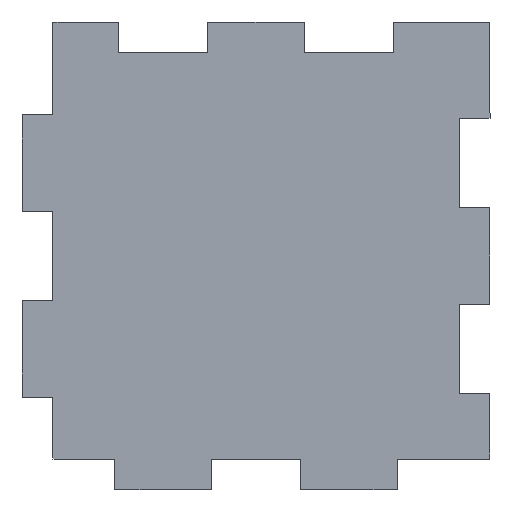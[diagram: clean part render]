
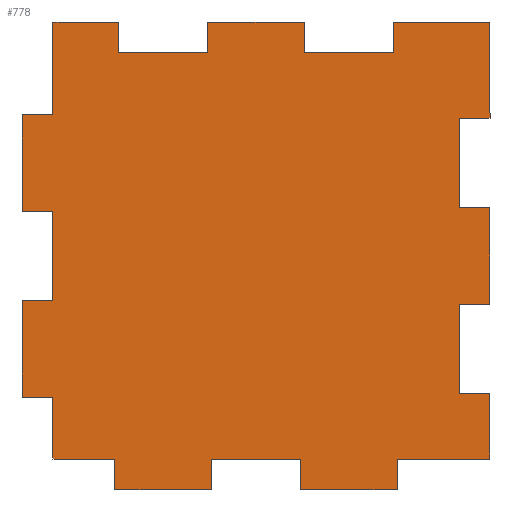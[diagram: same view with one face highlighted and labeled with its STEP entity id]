
A CAD part, front view. The second image highlights one B-rep face of the part: STEP entity #778.
In plain terms, the highlighted planar face has unit normal (0, -1, 0).
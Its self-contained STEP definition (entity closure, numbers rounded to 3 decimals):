
#52=FACE_OUTER_BOUND('',#90,.T.);
#90=EDGE_LOOP('',(#667,#668,#669,#670,#671,#672,#673,#674,#675,#676,#677,
#678,#679,#680,#681,#682,#683,#684,#685,#686,#687,#688,#689,#690,#691,#692,
#693,#694,#695,#696,#697,#698,#699,#700,#701,#702));
#91=LINE('',#1021,#199);
#95=LINE('',#1029,#203);
#98=LINE('',#1035,#206);
#101=LINE('',#1041,#209);
#104=LINE('',#1047,#212);
#107=LINE('',#1053,#215);
#110=LINE('',#1059,#218);
#113=LINE('',#1065,#221);
#116=LINE('',#1071,#224);
#119=LINE('',#1077,#227);
#122=LINE('',#1083,#230);
#125=LINE('',#1089,#233);
#128=LINE('',#1095,#236);
#131=LINE('',#1101,#239);
#134=LINE('',#1107,#242);
#137=LINE('',#1113,#245);
#140=LINE('',#1119,#248);
#143=LINE('',#1125,#251);
#146=LINE('',#1131,#254);
#149=LINE('',#1137,#257);
#152=LINE('',#1143,#260);
#155=LINE('',#1149,#263);
#158=LINE('',#1155,#266);
#161=LINE('',#1161,#269);
#164=LINE('',#1167,#272);
#167=LINE('',#1173,#275);
#170=LINE('',#1179,#278);
#173=LINE('',#1185,#281);
#176=LINE('',#1191,#284);
#179=LINE('',#1197,#287);
#182=LINE('',#1203,#290);
#185=LINE('',#1209,#293);
#188=LINE('',#1215,#296);
#191=LINE('',#1221,#299);
#194=LINE('',#1227,#302);
#197=LINE('',#1232,#305);
#199=VECTOR('',#835,10.);
#203=VECTOR('',#841,10.);
#206=VECTOR('',#846,10.);
#209=VECTOR('',#851,10.);
#212=VECTOR('',#856,10.);
#215=VECTOR('',#861,10.);
#218=VECTOR('',#866,10.);
#221=VECTOR('',#871,10.);
#224=VECTOR('',#876,10.);
#227=VECTOR('',#881,10.);
#230=VECTOR('',#886,10.);
#233=VECTOR('',#891,10.);
#236=VECTOR('',#896,10.);
#239=VECTOR('',#901,10.);
#242=VECTOR('',#906,10.);
#245=VECTOR('',#911,10.);
#248=VECTOR('',#916,10.);
#251=VECTOR('',#921,10.);
#254=VECTOR('',#926,10.);
#257=VECTOR('',#931,10.);
#260=VECTOR('',#936,10.);
#263=VECTOR('',#941,10.);
#266=VECTOR('',#946,10.);
#269=VECTOR('',#951,10.);
#272=VECTOR('',#956,10.);
#275=VECTOR('',#961,10.);
#278=VECTOR('',#966,10.);
#281=VECTOR('',#971,10.);
#284=VECTOR('',#976,10.);
#287=VECTOR('',#981,10.);
#290=VECTOR('',#986,10.);
#293=VECTOR('',#991,10.);
#296=VECTOR('',#996,10.);
#299=VECTOR('',#1001,10.);
#302=VECTOR('',#1006,10.);
#305=VECTOR('',#1011,10.);
#307=VERTEX_POINT('',#1019);
#308=VERTEX_POINT('',#1020);
#311=VERTEX_POINT('',#1028);
#313=VERTEX_POINT('',#1034);
#315=VERTEX_POINT('',#1040);
#317=VERTEX_POINT('',#1046);
#319=VERTEX_POINT('',#1052);
#321=VERTEX_POINT('',#1058);
#323=VERTEX_POINT('',#1064);
#325=VERTEX_POINT('',#1070);
#327=VERTEX_POINT('',#1076);
#329=VERTEX_POINT('',#1082);
#331=VERTEX_POINT('',#1088);
#333=VERTEX_POINT('',#1094);
#335=VERTEX_POINT('',#1100);
#337=VERTEX_POINT('',#1106);
#339=VERTEX_POINT('',#1112);
#341=VERTEX_POINT('',#1118);
#343=VERTEX_POINT('',#1124);
#345=VERTEX_POINT('',#1130);
#347=VERTEX_POINT('',#1136);
#349=VERTEX_POINT('',#1142);
#351=VERTEX_POINT('',#1148);
#353=VERTEX_POINT('',#1154);
#355=VERTEX_POINT('',#1160);
#357=VERTEX_POINT('',#1166);
#359=VERTEX_POINT('',#1172);
#361=VERTEX_POINT('',#1178);
#363=VERTEX_POINT('',#1184);
#365=VERTEX_POINT('',#1190);
#367=VERTEX_POINT('',#1196);
#369=VERTEX_POINT('',#1202);
#371=VERTEX_POINT('',#1208);
#373=VERTEX_POINT('',#1214);
#375=VERTEX_POINT('',#1220);
#377=VERTEX_POINT('',#1226);
#379=EDGE_CURVE('',#307,#308,#91,.T.);
#383=EDGE_CURVE('',#308,#311,#95,.T.);
#386=EDGE_CURVE('',#311,#313,#98,.T.);
#389=EDGE_CURVE('',#313,#315,#101,.T.);
#392=EDGE_CURVE('',#315,#317,#104,.T.);
#395=EDGE_CURVE('',#317,#319,#107,.T.);
#398=EDGE_CURVE('',#319,#321,#110,.T.);
#401=EDGE_CURVE('',#321,#323,#113,.T.);
#404=EDGE_CURVE('',#325,#323,#116,.F.);
#407=EDGE_CURVE('',#327,#325,#119,.F.);
#410=EDGE_CURVE('',#327,#329,#122,.T.);
#413=EDGE_CURVE('',#331,#329,#125,.F.);
#416=EDGE_CURVE('',#333,#331,#128,.F.);
#419=EDGE_CURVE('',#335,#333,#131,.F.);
#422=EDGE_CURVE('',#335,#337,#134,.T.);
#425=EDGE_CURVE('',#339,#337,#137,.F.);
#428=EDGE_CURVE('',#341,#339,#140,.F.);
#431=EDGE_CURVE('',#341,#343,#143,.T.);
#434=EDGE_CURVE('',#343,#345,#146,.T.);
#437=EDGE_CURVE('',#345,#347,#149,.T.);
#440=EDGE_CURVE('',#347,#349,#152,.T.);
#443=EDGE_CURVE('',#349,#351,#155,.T.);
#446=EDGE_CURVE('',#351,#353,#158,.T.);
#449=EDGE_CURVE('',#353,#355,#161,.T.);
#452=EDGE_CURVE('',#355,#357,#164,.T.);
#455=EDGE_CURVE('',#357,#359,#167,.T.);
#458=EDGE_CURVE('',#359,#361,#170,.T.);
#461=EDGE_CURVE('',#363,#361,#173,.F.);
#464=EDGE_CURVE('',#365,#363,#176,.F.);
#467=EDGE_CURVE('',#367,#365,#179,.F.);
#470=EDGE_CURVE('',#367,#369,#182,.T.);
#473=EDGE_CURVE('',#371,#369,#185,.F.);
#476=EDGE_CURVE('',#373,#371,#188,.F.);
#479=EDGE_CURVE('',#375,#373,#191,.F.);
#482=EDGE_CURVE('',#375,#377,#194,.T.);
#485=EDGE_CURVE('',#307,#377,#197,.F.);
#667=ORIENTED_EDGE('',*,*,#485,.F.);
#668=ORIENTED_EDGE('',*,*,#379,.T.);
#669=ORIENTED_EDGE('',*,*,#383,.T.);
#670=ORIENTED_EDGE('',*,*,#386,.T.);
#671=ORIENTED_EDGE('',*,*,#389,.T.);
#672=ORIENTED_EDGE('',*,*,#392,.T.);
#673=ORIENTED_EDGE('',*,*,#395,.T.);
#674=ORIENTED_EDGE('',*,*,#398,.T.);
#675=ORIENTED_EDGE('',*,*,#401,.T.);
#676=ORIENTED_EDGE('',*,*,#404,.F.);
#677=ORIENTED_EDGE('',*,*,#407,.F.);
#678=ORIENTED_EDGE('',*,*,#410,.T.);
#679=ORIENTED_EDGE('',*,*,#413,.F.);
#680=ORIENTED_EDGE('',*,*,#416,.F.);
#681=ORIENTED_EDGE('',*,*,#419,.F.);
#682=ORIENTED_EDGE('',*,*,#422,.T.);
#683=ORIENTED_EDGE('',*,*,#425,.F.);
#684=ORIENTED_EDGE('',*,*,#428,.F.);
#685=ORIENTED_EDGE('',*,*,#431,.T.);
#686=ORIENTED_EDGE('',*,*,#434,.T.);
#687=ORIENTED_EDGE('',*,*,#437,.T.);
#688=ORIENTED_EDGE('',*,*,#440,.T.);
#689=ORIENTED_EDGE('',*,*,#443,.T.);
#690=ORIENTED_EDGE('',*,*,#446,.T.);
#691=ORIENTED_EDGE('',*,*,#449,.T.);
#692=ORIENTED_EDGE('',*,*,#452,.T.);
#693=ORIENTED_EDGE('',*,*,#455,.T.);
#694=ORIENTED_EDGE('',*,*,#458,.T.);
#695=ORIENTED_EDGE('',*,*,#461,.F.);
#696=ORIENTED_EDGE('',*,*,#464,.F.);
#697=ORIENTED_EDGE('',*,*,#467,.F.);
#698=ORIENTED_EDGE('',*,*,#470,.T.);
#699=ORIENTED_EDGE('',*,*,#473,.F.);
#700=ORIENTED_EDGE('',*,*,#476,.F.);
#701=ORIENTED_EDGE('',*,*,#479,.F.);
#702=ORIENTED_EDGE('',*,*,#482,.T.);
#740=PLANE('',#830);
#778=ADVANCED_FACE('',(#52),#740,.F.);
#830=AXIS2_PLACEMENT_3D('',#1235,#1015,#1016);
#835=DIRECTION('',(0.,0.,-1.));
#841=DIRECTION('',(-1.,0.,0.));
#846=DIRECTION('',(0.,0.,1.));
#851=DIRECTION('',(-1.,0.,0.));
#856=DIRECTION('',(0.,0.,-1.));
#861=DIRECTION('',(-1.,0.,0.));
#866=DIRECTION('',(0.,0.,1.));
#871=DIRECTION('',(-1.,0.,0.));
#876=DIRECTION('',(0.,0.,-1.));
#881=DIRECTION('',(-1.,0.,0.));
#886=DIRECTION('',(0.,0.,-1.));
#891=DIRECTION('',(1.,0.,0.));
#896=DIRECTION('',(0.,0.,-1.));
#901=DIRECTION('',(-1.,0.,0.));
#906=DIRECTION('',(0.,0.,-1.));
#911=DIRECTION('',(1.,0.,0.));
#916=DIRECTION('',(0.,0.,-1.));
#921=DIRECTION('',(1.,0.,0.));
#926=DIRECTION('',(0.,0.,-1.));
#931=DIRECTION('',(1.,0.,0.));
#936=DIRECTION('',(0.,0.,1.));
#941=DIRECTION('',(1.,0.,0.));
#946=DIRECTION('',(0.,0.,-1.));
#951=DIRECTION('',(1.,0.,0.));
#956=DIRECTION('',(0.,0.,1.));
#961=DIRECTION('',(1.,0.,0.));
#966=DIRECTION('',(0.,0.,1.));
#971=DIRECTION('',(-1.,0.,0.));
#976=DIRECTION('',(0.,0.,1.));
#981=DIRECTION('',(1.,0.,0.));
#986=DIRECTION('',(0.,0.,1.));
#991=DIRECTION('',(-1.,0.,0.));
#996=DIRECTION('',(0.,0.,1.));
#1001=DIRECTION('',(1.,0.,0.));
#1006=DIRECTION('',(0.,0.,1.));
#1011=DIRECTION('',(-1.,0.,0.));
#1015=DIRECTION('center_axis',(0.,1.,0.));
#1016=DIRECTION('ref_axis',(1.,0.,0.));
#1019=CARTESIAN_POINT('',(71.7,0.,90.3));
#1020=CARTESIAN_POINT('',(71.7,0.,84.3));
#1021=CARTESIAN_POINT('',(71.7,0.,64.5));
#1028=CARTESIAN_POINT('',(54.3,0.,84.3));
#1029=CARTESIAN_POINT('',(49.5,0.,84.3));
#1034=CARTESIAN_POINT('',(54.3,0.,90.3));
#1035=CARTESIAN_POINT('',(54.3,0.,67.5));
#1040=CARTESIAN_POINT('',(35.7,0.,90.3));
#1041=CARTESIAN_POINT('',(40.5,0.,90.3));
#1046=CARTESIAN_POINT('',(35.7,0.,84.3));
#1047=CARTESIAN_POINT('',(35.7,0.,64.5));
#1052=CARTESIAN_POINT('',(18.3,0.,84.3));
#1053=CARTESIAN_POINT('',(31.5,0.,84.3));
#1058=CARTESIAN_POINT('',(18.3,0.,90.3));
#1059=CARTESIAN_POINT('',(18.3,0.,67.5));
#1064=CARTESIAN_POINT('',(5.7,0.,90.3));
#1065=CARTESIAN_POINT('',(25.5,0.,90.3));
#1070=CARTESIAN_POINT('',(5.7,0.,72.3));
#1071=CARTESIAN_POINT('',(5.7,0.,58.5));
#1076=CARTESIAN_POINT('',(-0.3,0.,72.3));
#1077=CARTESIAN_POINT('',(22.5,0.,72.3));
#1082=CARTESIAN_POINT('',(-0.3,0.,53.7));
#1083=CARTESIAN_POINT('',(-0.3,0.,49.5));
#1088=CARTESIAN_POINT('',(5.7,0.,53.7));
#1089=CARTESIAN_POINT('',(25.5,0.,53.7));
#1094=CARTESIAN_POINT('',(5.7,0.,36.3));
#1095=CARTESIAN_POINT('',(5.7,0.,40.5));
#1100=CARTESIAN_POINT('',(-0.3,0.,36.3));
#1101=CARTESIAN_POINT('',(22.5,0.,36.3));
#1106=CARTESIAN_POINT('',(-0.3,0.,17.7));
#1107=CARTESIAN_POINT('',(-0.3,0.,31.5));
#1112=CARTESIAN_POINT('',(5.7,0.,17.7));
#1113=CARTESIAN_POINT('',(25.5,0.,17.7));
#1118=CARTESIAN_POINT('',(5.7,0.,5.7));
#1119=CARTESIAN_POINT('',(5.7,0.,25.5));
#1124=CARTESIAN_POINT('',(17.7,0.,5.7));
#1125=CARTESIAN_POINT('',(31.5,0.,5.7));
#1130=CARTESIAN_POINT('',(17.7,0.,-0.3));
#1131=CARTESIAN_POINT('',(17.7,0.,22.5));
#1136=CARTESIAN_POINT('',(36.3,0.,-0.3));
#1137=CARTESIAN_POINT('',(40.5,0.,-0.3));
#1142=CARTESIAN_POINT('',(36.3,0.,5.7));
#1143=CARTESIAN_POINT('',(36.3,0.,25.5));
#1148=CARTESIAN_POINT('',(53.7,0.,5.7));
#1149=CARTESIAN_POINT('',(49.5,0.,5.7));
#1154=CARTESIAN_POINT('',(53.7,0.,-0.3));
#1155=CARTESIAN_POINT('',(53.7,0.,22.5));
#1160=CARTESIAN_POINT('',(72.3,0.,-0.3));
#1161=CARTESIAN_POINT('',(58.5,0.,-0.3));
#1166=CARTESIAN_POINT('',(72.3,0.,5.7));
#1167=CARTESIAN_POINT('',(72.3,0.,25.5));
#1172=CARTESIAN_POINT('',(90.3,0.,5.7));
#1173=CARTESIAN_POINT('',(67.5,0.,5.7));
#1178=CARTESIAN_POINT('',(90.3,0.,18.3));
#1179=CARTESIAN_POINT('',(90.3,0.,31.5));
#1184=CARTESIAN_POINT('',(84.3,0.,18.3));
#1185=CARTESIAN_POINT('',(64.5,0.,18.3));
#1190=CARTESIAN_POINT('',(84.3,0.,35.7));
#1191=CARTESIAN_POINT('',(84.3,0.,40.5));
#1196=CARTESIAN_POINT('',(90.3,0.,35.7));
#1197=CARTESIAN_POINT('',(67.5,0.,35.7));
#1202=CARTESIAN_POINT('',(90.3,0.,54.3));
#1203=CARTESIAN_POINT('',(90.3,0.,49.5));
#1208=CARTESIAN_POINT('',(84.3,0.,54.3));
#1209=CARTESIAN_POINT('',(64.5,0.,54.3));
#1214=CARTESIAN_POINT('',(84.3,0.,71.7));
#1215=CARTESIAN_POINT('',(84.3,0.,58.5));
#1220=CARTESIAN_POINT('',(90.3,0.,71.7));
#1221=CARTESIAN_POINT('',(67.5,0.,71.7));
#1226=CARTESIAN_POINT('',(90.3,0.,90.3));
#1227=CARTESIAN_POINT('',(90.3,0.,67.5));
#1232=CARTESIAN_POINT('',(58.5,0.,90.3));
#1235=CARTESIAN_POINT('Origin',(45.,0.,45.));
